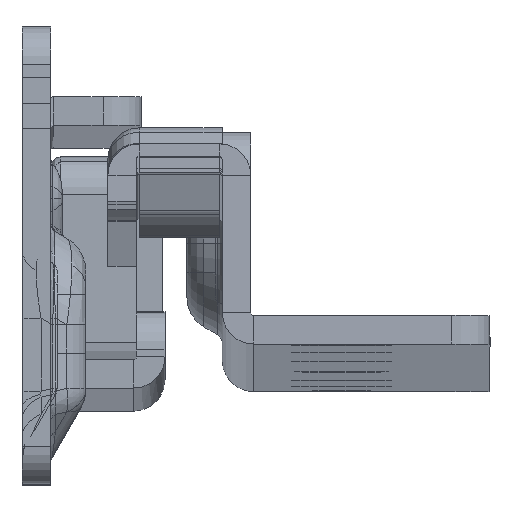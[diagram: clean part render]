
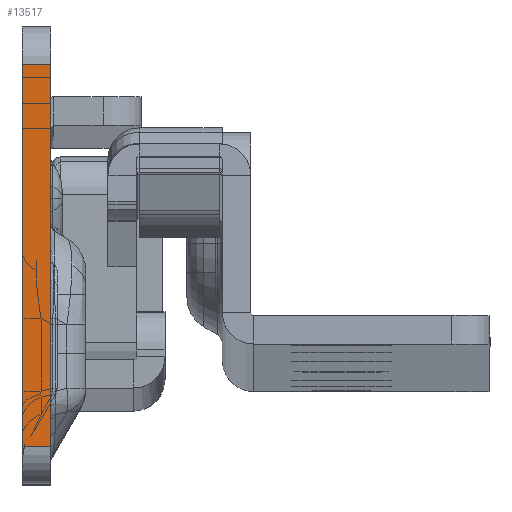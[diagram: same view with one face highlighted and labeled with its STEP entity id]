
A CAD part, top view. The second image highlights one B-rep face of the part: STEP entity #13517.
In plain terms, the highlighted planar face has unit normal (0, 0, 1).
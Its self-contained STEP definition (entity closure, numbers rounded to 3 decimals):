
#1116 = ORIENTED_EDGE ( 'NONE', *, *, #13248, .F. ) ;
#1147 = VECTOR ( 'NONE', #16367, 1000. ) ;
#1447 = DIRECTION ( 'NONE',  ( 1., 0., 0. ) ) ;
#2340 = EDGE_CURVE ( 'NONE', #10193, #5789, #10653, .T. ) ;
#2658 = ORIENTED_EDGE ( 'NONE', *, *, #11113, .T. ) ;
#3903 = PLANE ( 'NONE',  #4804 ) ;
#4200 = CARTESIAN_POINT ( 'NONE',  ( -3., 18.3, 0. ) ) ;
#4460 = CARTESIAN_POINT ( 'NONE',  ( -3., -21.7, 0. ) ) ;
#4804 = AXIS2_PLACEMENT_3D ( 'NONE', #16330, #15044, #13678 ) ;
#5150 = CARTESIAN_POINT ( 'NONE',  ( -142.194, -21.7, 0. ) ) ;
#5299 = CARTESIAN_POINT ( 'NONE',  ( -3., -29.094, 0. ) ) ;
#5789 = VERTEX_POINT ( 'NONE', #11384 ) ;
#6152 = CARTESIAN_POINT ( 'NONE',  ( 0., -29.094, 0. ) ) ;
#6753 = LINE ( 'NONE', #5299, #9732 ) ;
#8033 = FACE_OUTER_BOUND ( 'NONE', #9374, .T. ) ;
#8629 = EDGE_CURVE ( 'NONE', #14313, #5789, #13622, .T. ) ;
#9374 = EDGE_LOOP ( 'NONE', ( #15995, #1116, #2658, #9766 ) ) ;
#9732 = VECTOR ( 'NONE', #13767, 1000. ) ;
#9766 = ORIENTED_EDGE ( 'NONE', *, *, #8629, .T. ) ;
#9830 = VECTOR ( 'NONE', #16003, 1000. ) ;
#9898 = LINE ( 'NONE', #4200, #14527 ) ;
#10193 = VERTEX_POINT ( 'NONE', #10412 ) ;
#10412 = CARTESIAN_POINT ( 'NONE',  ( 0., 18.3, 0. ) ) ;
#10653 = LINE ( 'NONE', #6152, #9830 ) ;
#11113 = EDGE_CURVE ( 'NONE', #14450, #14313, #6753, .T. ) ;
#11384 = CARTESIAN_POINT ( 'NONE',  ( 0., -21.7, 0. ) ) ;
#13248 = EDGE_CURVE ( 'NONE', #14450, #10193, #9898, .T. ) ;
#13499 = CARTESIAN_POINT ( 'NONE',  ( -3., 18.3, 0. ) ) ;
#13517 = ADVANCED_FACE ( 'NONE', ( #8033 ), #3903, .T. ) ;
#13622 = LINE ( 'NONE', #5150, #1147 ) ;
#13678 = DIRECTION ( 'NONE',  ( 1., 0., 0. ) ) ;
#13767 = DIRECTION ( 'NONE',  ( 0., -1., 0. ) ) ;
#14313 = VERTEX_POINT ( 'NONE', #4460 ) ;
#14450 = VERTEX_POINT ( 'NONE', #13499 ) ;
#14527 = VECTOR ( 'NONE', #1447, 1000. ) ;
#15044 = DIRECTION ( 'NONE',  ( 0., 0., 1. ) ) ;
#15995 = ORIENTED_EDGE ( 'NONE', *, *, #2340, .F. ) ;
#16003 = DIRECTION ( 'NONE',  ( 0., -1., 0. ) ) ;
#16330 = CARTESIAN_POINT ( 'NONE',  ( -3., -29.094, 0. ) ) ;
#16367 = DIRECTION ( 'NONE',  ( 1., 0., 0. ) ) ;
